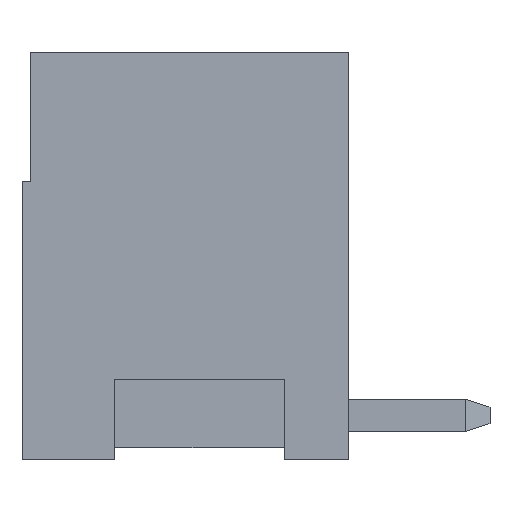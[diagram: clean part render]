
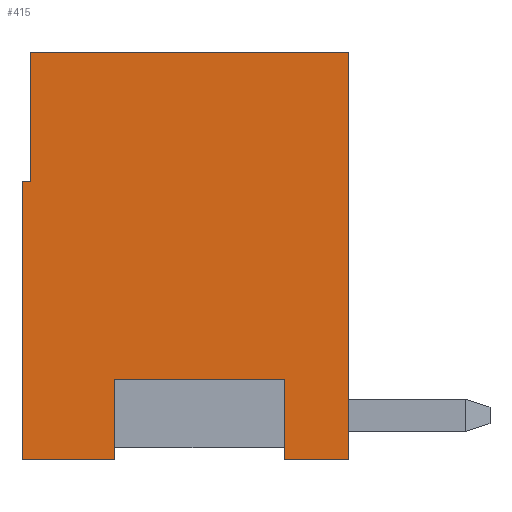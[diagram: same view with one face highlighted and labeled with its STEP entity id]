
A CAD part, left-side view. The second image highlights one B-rep face of the part: STEP entity #415.
In plain terms, the highlighted planar face has unit normal (-1, 0, 0).
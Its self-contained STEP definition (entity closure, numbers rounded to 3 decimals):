
#415 = ADVANCED_FACE( '', ( #1020 ), #1021, .T. );
#1020 = FACE_OUTER_BOUND( '', #1853, .T. );
#1021 = PLANE( '', #1854 );
#1853 = EDGE_LOOP( '', ( #2845, #2846, #2847, #2848, #2849, #2850, #2851, #2852, #2853, #2854 ) );
#1854 = AXIS2_PLACEMENT_3D( '', #2855, #2856, #2857 );
#2845 = ORIENTED_EDGE( '', *, *, #5248, .T. );
#2846 = ORIENTED_EDGE( '', *, *, #5249, .T. );
#2847 = ORIENTED_EDGE( '', *, *, #5250, .T. );
#2848 = ORIENTED_EDGE( '', *, *, #5251, .T. );
#2849 = ORIENTED_EDGE( '', *, *, #5252, .T. );
#2850 = ORIENTED_EDGE( '', *, *, #5253, .T. );
#2851 = ORIENTED_EDGE( '', *, *, #5254, .T. );
#2852 = ORIENTED_EDGE( '', *, *, #5255, .F. );
#2853 = ORIENTED_EDGE( '', *, *, #5256, .F. );
#2854 = ORIENTED_EDGE( '', *, *, #5257, .T. );
#2855 = CARTESIAN_POINT( '', ( -6., 0., 0. ) );
#2856 = DIRECTION( '', ( -1., 0., 0. ) );
#2857 = DIRECTION( '', ( 0., 0., 1. ) );
#5248 = EDGE_CURVE( '', #6360, #6361, #6362, .T. );
#5249 = EDGE_CURVE( '', #6361, #6363, #6364, .T. );
#5250 = EDGE_CURVE( '', #6363, #6365, #6366, .T. );
#5251 = EDGE_CURVE( '', #6365, #6367, #6368, .T. );
#5252 = EDGE_CURVE( '', #6367, #6369, #6370, .T. );
#5253 = EDGE_CURVE( '', #6369, #6371, #6372, .T. );
#5254 = EDGE_CURVE( '', #6371, #6373, #6374, .T. );
#5255 = EDGE_CURVE( '', #6375, #6373, #6376, .T. );
#5256 = EDGE_CURVE( '', #6377, #6375, #6378, .T. );
#5257 = EDGE_CURVE( '', #6377, #6360, #6379, .T. );
#6360 = VERTEX_POINT( '', #7950 );
#6361 = VERTEX_POINT( '', #7951 );
#6362 = LINE( '', #7952, #7953 );
#6363 = VERTEX_POINT( '', #7954 );
#6364 = LINE( '', #7955, #7956 );
#6365 = VERTEX_POINT( '', #7957 );
#6366 = LINE( '', #7958, #7959 );
#6367 = VERTEX_POINT( '', #7960 );
#6368 = LINE( '', #7961, #7962 );
#6369 = VERTEX_POINT( '', #7963 );
#6370 = LINE( '', #7964, #7965 );
#6371 = VERTEX_POINT( '', #7966 );
#6372 = LINE( '', #7967, #7968 );
#6373 = VERTEX_POINT( '', #7969 );
#6374 = LINE( '', #7970, #7971 );
#6375 = VERTEX_POINT( '', #7972 );
#6376 = LINE( '', #7973, #7974 );
#6377 = VERTEX_POINT( '', #7975 );
#6378 = LINE( '', #7976, #7977 );
#6379 = LINE( '', #7978, #7979 );
#7950 = CARTESIAN_POINT( '', ( -6., 4.05, -5.05 ) );
#7951 = CARTESIAN_POINT( '', ( -6., 1.75, -5.05 ) );
#7952 = CARTESIAN_POINT( '', ( -6., 4.05, -5.05 ) );
#7953 = VECTOR( '', #9832, 1000. );
#7954 = CARTESIAN_POINT( '', ( -6., 1.75, -3.05 ) );
#7955 = CARTESIAN_POINT( '', ( -6., 1.75, -5.05 ) );
#7956 = VECTOR( '', #9833, 1000. );
#7957 = CARTESIAN_POINT( '', ( -6., -2.45, -3.05 ) );
#7958 = CARTESIAN_POINT( '', ( -6., 1.75, -3.05 ) );
#7959 = VECTOR( '', #9834, 1000. );
#7960 = CARTESIAN_POINT( '', ( -6., -2.45, -5.05 ) );
#7961 = CARTESIAN_POINT( '', ( -6., -2.45, -3.05 ) );
#7962 = VECTOR( '', #9835, 1000. );
#7963 = CARTESIAN_POINT( '', ( -6., -4.05, -5.05 ) );
#7964 = CARTESIAN_POINT( '', ( -6., 4.05, -5.05 ) );
#7965 = VECTOR( '', #9836, 1000. );
#7966 = CARTESIAN_POINT( '', ( -6., -4.05, 5.05 ) );
#7967 = CARTESIAN_POINT( '', ( -6., -4.05, -5.05 ) );
#7968 = VECTOR( '', #9837, 1000. );
#7969 = CARTESIAN_POINT( '', ( -6., 3.85, 5.05 ) );
#7970 = CARTESIAN_POINT( '', ( -6., -4.05, 5.05 ) );
#7971 = VECTOR( '', #9838, 1000. );
#7972 = CARTESIAN_POINT( '', ( -6., 3.85, 1.85 ) );
#7973 = CARTESIAN_POINT( '', ( -6., 3.85, 0. ) );
#7974 = VECTOR( '', #9839, 1000. );
#7975 = CARTESIAN_POINT( '', ( -6., 4.05, 1.85 ) );
#7976 = CARTESIAN_POINT( '', ( -6., 0., 1.85 ) );
#7977 = VECTOR( '', #9840, 1000. );
#7978 = CARTESIAN_POINT( '', ( -6., 4.05, 5.05 ) );
#7979 = VECTOR( '', #9841, 1000. );
#9832 = DIRECTION( '', ( 0., -1., 0. ) );
#9833 = DIRECTION( '', ( 0., 0., 1. ) );
#9834 = DIRECTION( '', ( 0., -1., 0. ) );
#9835 = DIRECTION( '', ( 0., 0., -1. ) );
#9836 = DIRECTION( '', ( 0., -1., 0. ) );
#9837 = DIRECTION( '', ( 0., 0., 1. ) );
#9838 = DIRECTION( '', ( 0., 1., 0. ) );
#9839 = DIRECTION( '', ( 0., 0., 1. ) );
#9840 = DIRECTION( '', ( 0., -1., 0. ) );
#9841 = DIRECTION( '', ( 0., 0., -1. ) );
